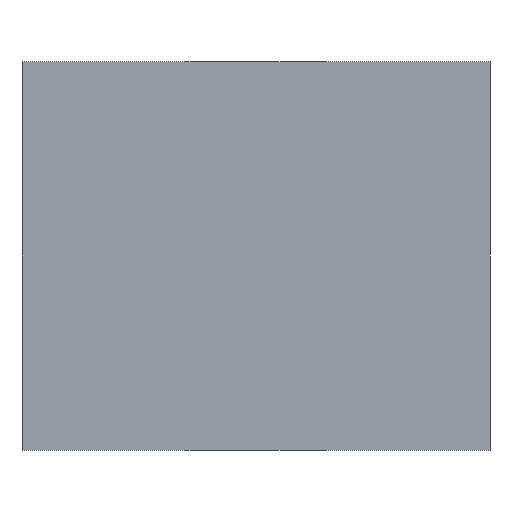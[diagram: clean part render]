
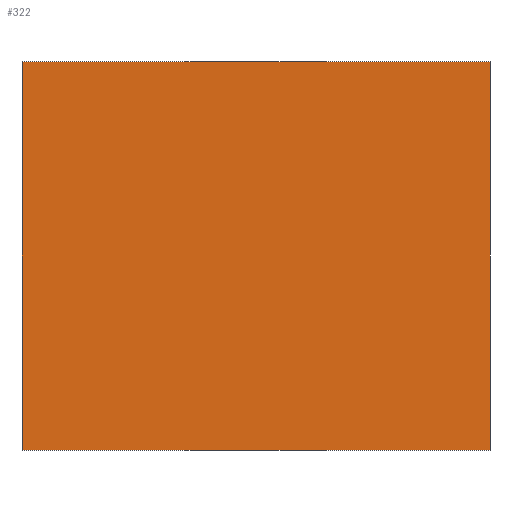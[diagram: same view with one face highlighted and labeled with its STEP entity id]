
A CAD part, front view. The second image highlights one B-rep face of the part: STEP entity #322.
In plain terms, the highlighted planar face has unit normal (0, -1, 0).
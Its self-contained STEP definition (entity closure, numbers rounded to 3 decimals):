
#2 = ORIENTED_EDGE ( 'NONE', *, *, #171, .F. ) ;
#9 = VECTOR ( 'NONE', #178, 1000. ) ;
#24 = ORIENTED_EDGE ( 'NONE', *, *, #363, .T. ) ;
#31 = LINE ( 'NONE', #172, #9 ) ;
#37 = CARTESIAN_POINT ( 'NONE',  ( -5., -30., 0. ) ) ;
#49 = PLANE ( 'NONE',  #345 ) ;
#62 = VERTEX_POINT ( 'NONE', #396 ) ;
#63 = VERTEX_POINT ( 'NONE', #344 ) ;
#86 = DIRECTION ( 'NONE',  ( 0., 1., 0. ) ) ;
#93 = VECTOR ( 'NONE', #301, 1000. ) ;
#94 = VECTOR ( 'NONE', #346, 1000. ) ;
#132 = VERTEX_POINT ( 'NONE', #398 ) ;
#134 = CARTESIAN_POINT ( 'NONE',  ( -5., -30., 8.3 ) ) ;
#148 = FACE_OUTER_BOUND ( 'NONE', #266, .T. ) ;
#153 = CARTESIAN_POINT ( 'NONE',  ( -5., -30., 8.3 ) ) ;
#169 = ORIENTED_EDGE ( 'NONE', *, *, #190, .T. ) ;
#171 = EDGE_CURVE ( 'NONE', #63, #419, #31, .T. ) ;
#172 = CARTESIAN_POINT ( 'NONE',  ( 5., -30., 8.3 ) ) ;
#178 = DIRECTION ( 'NONE',  ( 0., 0., -1. ) ) ;
#190 = EDGE_CURVE ( 'NONE', #62, #419, #359, .T. ) ;
#240 = CARTESIAN_POINT ( 'NONE',  ( 5., -30., 0. ) ) ;
#244 = ORIENTED_EDGE ( 'NONE', *, *, #267, .F. ) ;
#266 = EDGE_LOOP ( 'NONE', ( #169, #2, #244, #24 ) ) ;
#267 = EDGE_CURVE ( 'NONE', #132, #63, #294, .T. ) ;
#294 = LINE ( 'NONE', #153, #94 ) ;
#301 = DIRECTION ( 'NONE',  ( 0., 0., -1. ) ) ;
#310 = DIRECTION ( 'NONE',  ( 1., 0., 0. ) ) ;
#317 = DIRECTION ( 'NONE',  ( 0., 0., 1. ) ) ;
#322 = ADVANCED_FACE ( 'NONE', ( #148 ), #49, .F. ) ;
#344 = CARTESIAN_POINT ( 'NONE',  ( 5., -30., 8.3 ) ) ;
#345 = AXIS2_PLACEMENT_3D ( 'NONE', #347, #86, #317 ) ;
#346 = DIRECTION ( 'NONE',  ( 1., 0., 0. ) ) ;
#347 = CARTESIAN_POINT ( 'NONE',  ( -5., -30., 8.3 ) ) ;
#359 = LINE ( 'NONE', #37, #367 ) ;
#363 = EDGE_CURVE ( 'NONE', #132, #62, #414, .T. ) ;
#367 = VECTOR ( 'NONE', #310, 1000. ) ;
#396 = CARTESIAN_POINT ( 'NONE',  ( -5., -30., 0. ) ) ;
#398 = CARTESIAN_POINT ( 'NONE',  ( -5., -30., 8.3 ) ) ;
#414 = LINE ( 'NONE', #134, #93 ) ;
#419 = VERTEX_POINT ( 'NONE', #240 ) ;
